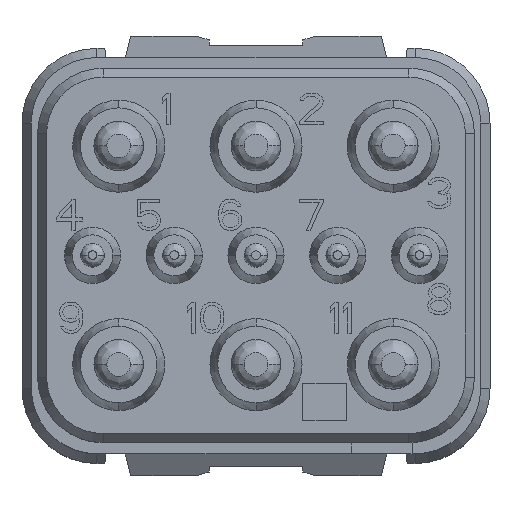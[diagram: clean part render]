
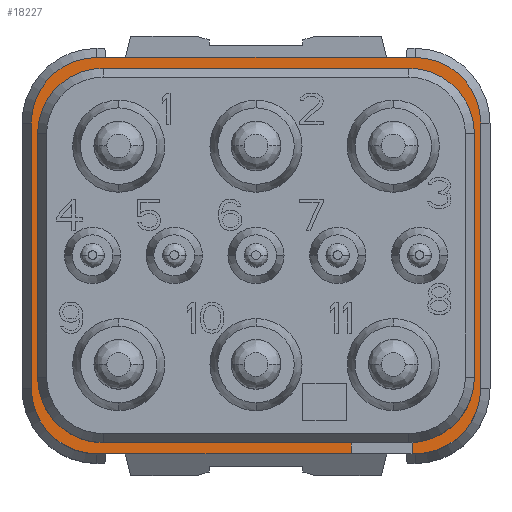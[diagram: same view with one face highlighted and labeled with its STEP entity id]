
A CAD part, top view. The second image highlights one B-rep face of the part: STEP entity #18227.
In plain terms, the highlighted planar face has unit normal (0, 0, 1).
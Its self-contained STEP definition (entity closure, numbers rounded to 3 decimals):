
#1=DIRECTION('',(-1.,0.,0.));
#2=VECTOR('',#1,0.1);
#3=CARTESIAN_POINT('',(5.1,-6.35,0.));
#4=LINE('',#3,#2);
#5=DIRECTION('',(0.,1.,0.));
#6=VECTOR('',#5,0.352);
#7=CARTESIAN_POINT('',(5.,-6.35,0.));
#8=LINE('',#7,#6);
#9=CARTESIAN_POINT('',(4.9,-3.9,0.));
#10=DIRECTION('',(0.,0.,1.));
#11=DIRECTION('',(0.048,-0.999,0.));
#12=AXIS2_PLACEMENT_3D('',#9,#10,#11);
#14=DIRECTION('',(0.,1.,0.));
#15=VECTOR('',#14,7.8);
#16=CARTESIAN_POINT('',(7.,-3.9,0.));
#17=LINE('',#16,#15);
#18=CARTESIAN_POINT('',(4.9,3.9,0.));
#19=DIRECTION('',(0.,0.,1.));
#20=DIRECTION('',(1.,0.,0.));
#21=AXIS2_PLACEMENT_3D('',#18,#19,#20);
#23=DIRECTION('',(-1.,0.,0.));
#24=VECTOR('',#23,9.8);
#25=CARTESIAN_POINT('',(4.9,6.,0.));
#26=LINE('',#25,#24);
#27=CARTESIAN_POINT('',(-4.9,3.9,0.));
#28=DIRECTION('',(0.,0.,1.));
#29=DIRECTION('',(0.,1.,0.));
#30=AXIS2_PLACEMENT_3D('',#27,#28,#29);
#32=DIRECTION('',(0.,-1.,0.));
#33=VECTOR('',#32,7.8);
#34=CARTESIAN_POINT('',(-7.,3.9,0.));
#35=LINE('',#34,#33);
#36=CARTESIAN_POINT('',(-4.9,-3.9,0.));
#37=DIRECTION('',(0.,0.,1.));
#38=DIRECTION('',(-1.,0.,0.));
#39=AXIS2_PLACEMENT_3D('',#36,#37,#38);
#41=DIRECTION('',(1.,0.,0.));
#42=VECTOR('',#41,7.95);
#43=CARTESIAN_POINT('',(-4.9,-6.,0.));
#44=LINE('',#43,#42);
#45=DIRECTION('',(0.,1.,0.));
#46=VECTOR('',#45,0.35);
#47=CARTESIAN_POINT('',(3.05,-6.35,0.));
#48=LINE('',#47,#46);
#49=DIRECTION('',(-1.,0.,0.));
#50=VECTOR('',#49,8.15);
#51=CARTESIAN_POINT('',(3.05,-6.35,0.));
#52=LINE('',#51,#50);
#53=DIRECTION('',(0.,1.,0.));
#54=VECTOR('',#53,8.5);
#55=CARTESIAN_POINT('',(-7.2,-4.25,0.));
#56=LINE('',#55,#54);
#57=DIRECTION('',(1.,0.,0.));
#58=VECTOR('',#57,10.2);
#59=CARTESIAN_POINT('',(-5.1,6.35,0.));
#60=LINE('',#59,#58);
#61=DIRECTION('',(0.,-1.,0.));
#62=VECTOR('',#61,8.5);
#63=CARTESIAN_POINT('',(7.2,4.25,0.));
#64=LINE('',#63,#62);
#6176=CARTESIAN_POINT('',(5.1,-4.25,0.));
#6177=DIRECTION('',(0.,0.,-1.));
#6178=DIRECTION('',(1.,0.,0.));
#6179=AXIS2_PLACEMENT_3D('',#6176,#6177,#6178);
#6213=CARTESIAN_POINT('',(-5.1,4.25,0.));
#6214=DIRECTION('',(0.,0.,-1.));
#6215=DIRECTION('',(-1.,0.,0.));
#6216=AXIS2_PLACEMENT_3D('',#6213,#6214,#6215);
#6230=CARTESIAN_POINT('',(5.1,4.25,0.));
#6231=DIRECTION('',(0.,0.,-1.));
#6232=DIRECTION('',(0.,1.,0.));
#6233=AXIS2_PLACEMENT_3D('',#6230,#6231,#6232);
#6247=CARTESIAN_POINT('',(-5.1,-4.25,0.));
#6248=DIRECTION('',(0.,0.,-1.));
#6249=DIRECTION('',(0.,-1.,0.));
#6250=AXIS2_PLACEMENT_3D('',#6247,#6248,#6249);
#13856=CARTESIAN_POINT('',(5.1,6.35,0.));
#13857=CARTESIAN_POINT('',(7.2,4.25,0.));
#13858=VERTEX_POINT('',#13856);
#13859=VERTEX_POINT('',#13857);
#13860=CARTESIAN_POINT('',(-7.2,4.25,0.));
#13861=CARTESIAN_POINT('',(-5.1,6.35,0.));
#13862=VERTEX_POINT('',#13860);
#13863=VERTEX_POINT('',#13861);
#13864=CARTESIAN_POINT('',(-5.1,-6.35,0.));
#13865=CARTESIAN_POINT('',(-7.2,-4.25,0.));
#13866=VERTEX_POINT('',#13864);
#13867=VERTEX_POINT('',#13865);
#13868=CARTESIAN_POINT('',(7.2,-4.25,0.));
#13869=CARTESIAN_POINT('',(5.1,-6.35,0.));
#13870=VERTEX_POINT('',#13868);
#13871=VERTEX_POINT('',#13869);
#14012=CARTESIAN_POINT('',(-7.,3.9,0.));
#14013=CARTESIAN_POINT('',(-7.,-3.9,0.));
#14014=VERTEX_POINT('',#14012);
#14015=VERTEX_POINT('',#14013);
#14016=CARTESIAN_POINT('',(-4.9,-6.,0.));
#14017=VERTEX_POINT('',#14016);
#14018=CARTESIAN_POINT('',(7.,-3.9,0.));
#14019=CARTESIAN_POINT('',(7.,3.9,0.));
#14020=VERTEX_POINT('',#14018);
#14021=VERTEX_POINT('',#14019);
#14022=CARTESIAN_POINT('',(4.9,6.,0.));
#14023=VERTEX_POINT('',#14022);
#14024=CARTESIAN_POINT('',(-4.9,6.,0.));
#14025=VERTEX_POINT('',#14024);
#14082=CARTESIAN_POINT('',(5.,-6.35,0.));
#14083=VERTEX_POINT('',#14082);
#14084=CARTESIAN_POINT('',(3.05,-6.35,0.));
#14085=VERTEX_POINT('',#14084);
#14086=CARTESIAN_POINT('',(3.05,-6.,0.));
#14087=VERTEX_POINT('',#14086);
#14092=CARTESIAN_POINT('',(5.,-5.998,0.));
#14093=VERTEX_POINT('',#14092);
#18182=CARTESIAN_POINT('',(0.,0.,0.));
#18183=DIRECTION('',(0.,0.,1.));
#18184=DIRECTION('',(1.,0.,0.));
#18185=AXIS2_PLACEMENT_3D('',#18182,#18183,#18184);
#18186=PLANE('',#18185);
#18188=ORIENTED_EDGE('',*,*,#18187,.T.);
#18190=ORIENTED_EDGE('',*,*,#18189,.T.);
#18192=ORIENTED_EDGE('',*,*,#18191,.T.);
#18194=ORIENTED_EDGE('',*,*,#18193,.T.);
#18196=ORIENTED_EDGE('',*,*,#18195,.T.);
#18198=ORIENTED_EDGE('',*,*,#18197,.T.);
#18200=ORIENTED_EDGE('',*,*,#18199,.T.);
#18202=ORIENTED_EDGE('',*,*,#18201,.T.);
#18204=ORIENTED_EDGE('',*,*,#18203,.T.);
#18206=ORIENTED_EDGE('',*,*,#18205,.T.);
#18208=ORIENTED_EDGE('',*,*,#18207,.F.);
#18210=ORIENTED_EDGE('',*,*,#18209,.T.);
#18212=ORIENTED_EDGE('',*,*,#18211,.T.);
#18214=ORIENTED_EDGE('',*,*,#18213,.T.);
#18216=ORIENTED_EDGE('',*,*,#18215,.T.);
#18218=ORIENTED_EDGE('',*,*,#18217,.T.);
#18220=ORIENTED_EDGE('',*,*,#18219,.T.);
#18222=ORIENTED_EDGE('',*,*,#18221,.T.);
#18224=ORIENTED_EDGE('',*,*,#18223,.T.);
#18225=EDGE_LOOP('',(#18188,#18190,#18192,#18194,#18196,#18198,#18200,#18202,
#18204,#18206,#18208,#18210,#18212,#18214,#18216,#18218,#18220,#18222,#18224));
#18226=FACE_OUTER_BOUND('',#18225,.F.);
#18227=ADVANCED_FACE('',(#18226),#18186,.T.);
#13=CIRCLE('',#12,2.1);
#22=CIRCLE('',#21,2.1);
#31=CIRCLE('',#30,2.1);
#40=CIRCLE('',#39,2.1);
#6180=CIRCLE('',#6179,2.1);
#6217=CIRCLE('',#6216,2.1);
#6234=CIRCLE('',#6233,2.1);
#6251=CIRCLE('',#6250,2.1);
#18187=EDGE_CURVE('',#13871,#14083,#4,.T.);
#18189=EDGE_CURVE('',#14083,#14093,#8,.T.);
#18191=EDGE_CURVE('',#14093,#14020,#13,.T.);
#18193=EDGE_CURVE('',#14020,#14021,#17,.T.);
#18195=EDGE_CURVE('',#14021,#14023,#22,.T.);
#18197=EDGE_CURVE('',#14023,#14025,#26,.T.);
#18199=EDGE_CURVE('',#14025,#14014,#31,.T.);
#18201=EDGE_CURVE('',#14014,#14015,#35,.T.);
#18203=EDGE_CURVE('',#14015,#14017,#40,.T.);
#18205=EDGE_CURVE('',#14017,#14087,#44,.T.);
#18207=EDGE_CURVE('',#14085,#14087,#48,.T.);
#18209=EDGE_CURVE('',#14085,#13866,#52,.T.);
#18211=EDGE_CURVE('',#13866,#13867,#6251,.T.);
#18213=EDGE_CURVE('',#13867,#13862,#56,.T.);
#18215=EDGE_CURVE('',#13862,#13863,#6217,.T.);
#18217=EDGE_CURVE('',#13863,#13858,#60,.T.);
#18219=EDGE_CURVE('',#13858,#13859,#6234,.T.);
#18221=EDGE_CURVE('',#13859,#13870,#64,.T.);
#18223=EDGE_CURVE('',#13870,#13871,#6180,.T.);
